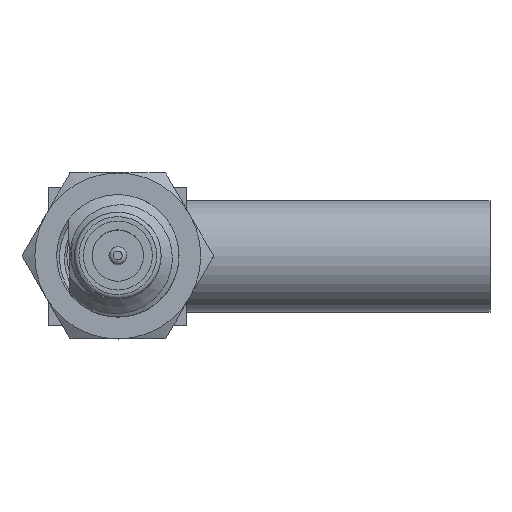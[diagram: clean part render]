
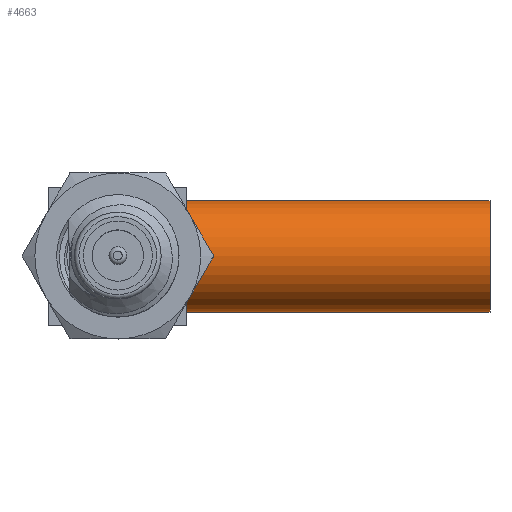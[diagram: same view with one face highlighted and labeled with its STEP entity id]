
A CAD part, top view. The second image highlights one B-rep face of the part: STEP entity #4663.
In plain terms, the highlighted cylindrical face has radius 1.6 mm (diameter 3.2 mm), a full revolution.
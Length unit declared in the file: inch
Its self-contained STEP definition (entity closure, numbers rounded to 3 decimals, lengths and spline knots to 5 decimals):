
#12 = AXIS2_PLACEMENT_3D ( 'NONE', #5195, #5738, #4595 ) ;
#156 = ORIENTED_EDGE ( 'NONE', *, *, #4401, .F. ) ;
#870 = CARTESIAN_POINT ( 'NONE',  ( 0.42052, 0., 0. ) ) ;
#1989 = DIRECTION ( 'NONE',  ( 1., 0., 0. ) ) ;
#2129 = FACE_OUTER_BOUND ( 'NONE', #5378, .T. ) ;
#2373 = AXIS2_PLACEMENT_3D ( 'NONE', #5741, #2873, #6331 ) ;
#2873 = DIRECTION ( 'NONE',  ( 1., 0., 0. ) ) ;
#3133 = DIRECTION ( 'NONE',  ( 0., 0., -1. ) ) ;
#3164 = CYLINDRICAL_SURFACE ( 'NONE', #12, 0.06299 ) ;
#3226 = CARTESIAN_POINT ( 'NONE',  ( 0.42052, 0., -0.06299 ) ) ;
#3867 = ORIENTED_EDGE ( 'NONE', *, *, #6165, .T. ) ;
#4401 = EDGE_CURVE ( 'NONE', #5650, #5650, #7064, .T. ) ;
#4595 = DIRECTION ( 'NONE',  ( 0., 0., 1. ) ) ;
#4663 = ADVANCED_FACE ( 'NONE', ( #2129, #6916 ), #3164, .T. ) ;
#4944 = CARTESIAN_POINT ( 'NONE',  ( 0.078, 0., -0.06299 ) ) ;
#5195 = CARTESIAN_POINT ( 'NONE',  ( 0.42052, 0., 0. ) ) ;
#5378 = EDGE_LOOP ( 'NONE', ( #156 ) ) ;
#5624 = EDGE_LOOP ( 'NONE', ( #3867 ) ) ;
#5650 = VERTEX_POINT ( 'NONE', #3226 ) ;
#5738 = DIRECTION ( 'NONE',  ( -1., 0., 0. ) ) ;
#5741 = CARTESIAN_POINT ( 'NONE',  ( 0.078, 0., 0. ) ) ;
#6165 = EDGE_CURVE ( 'NONE', #6255, #6255, #6725, .T. ) ;
#6255 = VERTEX_POINT ( 'NONE', #4944 ) ;
#6331 = DIRECTION ( 'NONE',  ( 0., 0., -1. ) ) ;
#6725 = CIRCLE ( 'NONE', #2373, 0.06299 ) ;
#6829 = AXIS2_PLACEMENT_3D ( 'NONE', #870, #1989, #3133 ) ;
#6916 = FACE_OUTER_BOUND ( 'NONE', #5624, .T. ) ;
#7064 = CIRCLE ( 'NONE', #6829, 0.06299 ) ;
